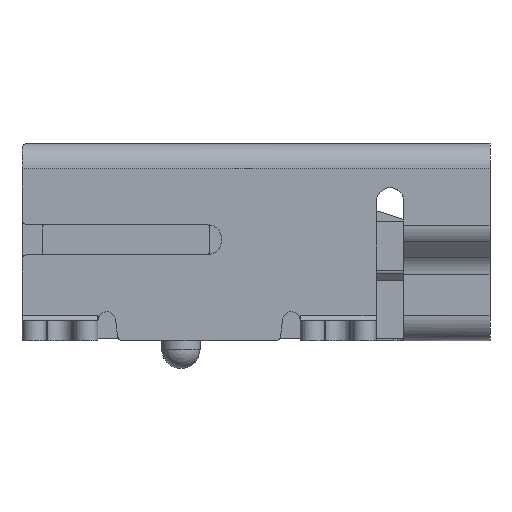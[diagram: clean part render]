
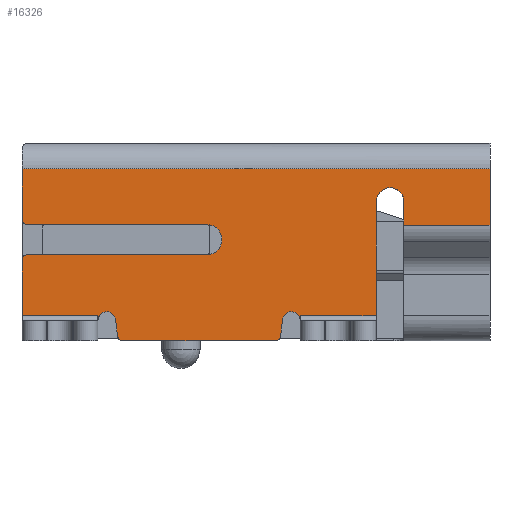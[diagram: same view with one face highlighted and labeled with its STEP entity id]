
A CAD part, left-side view. The second image highlights one B-rep face of the part: STEP entity #16326.
In plain terms, the highlighted planar face has unit normal (-1, 0, 0).
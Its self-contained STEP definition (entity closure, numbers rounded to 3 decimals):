
#10465 = VERTEX_POINT('',#10466);
#10466 = CARTESIAN_POINT('',(-3.85,-4.625,3.4));
#10473 = EDGE_CURVE('',#10474,#10465,#10476,.T.);
#10474 = VERTEX_POINT('',#10475);
#10475 = CARTESIAN_POINT('',(-3.85,-4.625,2.288));
#10476 = LINE('',#10477,#10478);
#10477 = CARTESIAN_POINT('',(-3.85,-4.625,0.));
#10478 = VECTOR('',#10479,1.);
#10479 = DIRECTION('',(0.,0.,1.));
#10929 = VERTEX_POINT('',#10930);
#10930 = CARTESIAN_POINT('',(-3.85,4.625,2.4));
#10936 = EDGE_CURVE('',#10929,#10937,#10939,.T.);
#10937 = VERTEX_POINT('',#10938);
#10938 = CARTESIAN_POINT('',(-3.85,4.625,3.4));
#10939 = LINE('',#10940,#10941);
#10940 = CARTESIAN_POINT('',(-3.85,4.625,0.));
#10941 = VECTOR('',#10942,1.);
#10942 = DIRECTION('',(0.,0.,1.));
#11151 = VERTEX_POINT('',#11152);
#11152 = CARTESIAN_POINT('',(-3.85,-2.375,2.75));
#11158 = EDGE_CURVE('',#11151,#11159,#11161,.T.);
#11159 = VERTEX_POINT('',#11160);
#11160 = CARTESIAN_POINT('',(-3.85,-2.925,2.75));
#11161 = CIRCLE('',#11162,0.275);
#11162 = AXIS2_PLACEMENT_3D('',#11163,#11164,#11165);
#11163 = CARTESIAN_POINT('',(-3.85,-2.65,2.75));
#11164 = DIRECTION('',(1.,0.,0.));
#11165 = DIRECTION('',(0.,1.,0.));
#11255 = VERTEX_POINT('',#11256);
#11256 = CARTESIAN_POINT('',(-3.85,0.975,2.3));
#11262 = EDGE_CURVE('',#11255,#11263,#11265,.T.);
#11263 = VERTEX_POINT('',#11264);
#11264 = CARTESIAN_POINT('',(-3.85,0.975,1.7));
#11265 = CIRCLE('',#11266,0.3);
#11266 = AXIS2_PLACEMENT_3D('',#11267,#11268,#11269);
#11267 = CARTESIAN_POINT('',(-3.85,0.975,2.));
#11268 = DIRECTION('',(1.,0.,0.));
#11269 = DIRECTION('',(0.,1.,0.));
#11313 = EDGE_CURVE('',#11263,#11314,#11316,.T.);
#11314 = VERTEX_POINT('',#11315);
#11315 = CARTESIAN_POINT('',(-3.85,4.525,1.7));
#11316 = LINE('',#11317,#11318);
#11317 = CARTESIAN_POINT('',(-3.85,0.975,1.7));
#11318 = VECTOR('',#11319,1.);
#11319 = DIRECTION('',(0.,1.,0.));
#11336 = VERTEX_POINT('',#11337);
#11337 = CARTESIAN_POINT('',(-3.85,4.525,2.3));
#11347 = EDGE_CURVE('',#11255,#11336,#11348,.T.);
#11348 = LINE('',#11349,#11350);
#11349 = CARTESIAN_POINT('',(-3.85,0.975,2.3));
#11350 = VECTOR('',#11351,1.);
#11351 = DIRECTION('',(0.,1.,0.));
#11637 = EDGE_CURVE('',#11638,#11159,#11640,.T.);
#11638 = VERTEX_POINT('',#11639);
#11639 = CARTESIAN_POINT('',(-3.85,-2.925,2.288));
#11640 = LINE('',#11641,#11642);
#11641 = CARTESIAN_POINT('',(-3.85,-2.925,1.375));
#11642 = VECTOR('',#11643,1.);
#11643 = DIRECTION('',(0.,0.,1.));
#16314 = EDGE_CURVE('',#10474,#11638,#16315,.T.);
#16315 = LINE('',#16316,#16317);
#16316 = CARTESIAN_POINT('',(-3.85,-4.625,2.288));
#16317 = VECTOR('',#16318,1.);
#16318 = DIRECTION('',(0.,1.,0.));
#16326 = ADVANCED_FACE('',(#16327),#16465,.T.);
#16327 = FACE_BOUND('',#16328,.T.);
#16328 = EDGE_LOOP('',(#16329,#16330,#16336,#16337,#16344,#16345,#16346,
    #16347,#16356,#16364,#16372,#16380,#16389,#16397,#16406,#16414,
    #16423,#16431,#16440,#16448,#16456,#16462,#16463,#16464));
#16329 = ORIENTED_EDGE('',*,*,#10473,.T.);
#16330 = ORIENTED_EDGE('',*,*,#16331,.F.);
#16331 = EDGE_CURVE('',#10937,#10465,#16332,.T.);
#16332 = LINE('',#16333,#16334);
#16333 = CARTESIAN_POINT('',(-3.85,4.625,3.4));
#16334 = VECTOR('',#16335,1.);
#16335 = DIRECTION('',(0.,-1.,0.));
#16336 = ORIENTED_EDGE('',*,*,#10936,.F.);
#16337 = ORIENTED_EDGE('',*,*,#16338,.F.);
#16338 = EDGE_CURVE('',#11336,#10929,#16339,.T.);
#16339 = CIRCLE('',#16340,0.1);
#16340 = AXIS2_PLACEMENT_3D('',#16341,#16342,#16343);
#16341 = CARTESIAN_POINT('',(-3.85,4.525,2.4));
#16342 = DIRECTION('',(1.,-0.,0.));
#16343 = DIRECTION('',(0.,0.,-1.));
#16344 = ORIENTED_EDGE('',*,*,#11347,.F.);
#16345 = ORIENTED_EDGE('',*,*,#11262,.T.);
#16346 = ORIENTED_EDGE('',*,*,#11313,.T.);
#16347 = ORIENTED_EDGE('',*,*,#16348,.F.);
#16348 = EDGE_CURVE('',#16349,#11314,#16351,.T.);
#16349 = VERTEX_POINT('',#16350);
#16350 = CARTESIAN_POINT('',(-3.85,4.625,1.6));
#16351 = CIRCLE('',#16352,0.1);
#16352 = AXIS2_PLACEMENT_3D('',#16353,#16354,#16355);
#16353 = CARTESIAN_POINT('',(-3.85,4.525,1.6));
#16354 = DIRECTION('',(1.,-0.,0.));
#16355 = DIRECTION('',(0.,0.,-1.));
#16356 = ORIENTED_EDGE('',*,*,#16357,.F.);
#16357 = EDGE_CURVE('',#16358,#16349,#16360,.T.);
#16358 = VERTEX_POINT('',#16359);
#16359 = CARTESIAN_POINT('',(-3.85,4.625,0.5));
#16360 = LINE('',#16361,#16362);
#16361 = CARTESIAN_POINT('',(-3.85,4.625,0.));
#16362 = VECTOR('',#16363,1.);
#16363 = DIRECTION('',(0.,0.,1.));
#16364 = ORIENTED_EDGE('',*,*,#16365,.T.);
#16365 = EDGE_CURVE('',#16358,#16366,#16368,.T.);
#16366 = VERTEX_POINT('',#16367);
#16367 = CARTESIAN_POINT('',(-3.85,3.125,0.5));
#16368 = LINE('',#16369,#16370);
#16369 = CARTESIAN_POINT('',(-3.85,4.625,0.5));
#16370 = VECTOR('',#16371,1.);
#16371 = DIRECTION('',(0.,-1.,0.));
#16372 = ORIENTED_EDGE('',*,*,#16373,.T.);
#16373 = EDGE_CURVE('',#16366,#16374,#16376,.T.);
#16374 = VERTEX_POINT('',#16375);
#16375 = CARTESIAN_POINT('',(-3.85,3.094,0.5));
#16376 = LINE('',#16377,#16378);
#16377 = CARTESIAN_POINT('',(-3.85,3.125,0.5));
#16378 = VECTOR('',#16379,1.);
#16379 = DIRECTION('',(0.,-1.,0.));
#16380 = ORIENTED_EDGE('',*,*,#16381,.T.);
#16381 = EDGE_CURVE('',#16374,#16382,#16384,.T.);
#16382 = VERTEX_POINT('',#16383);
#16383 = CARTESIAN_POINT('',(-3.85,2.775,0.421));
#16384 = CIRCLE('',#16385,0.176);
#16385 = AXIS2_PLACEMENT_3D('',#16386,#16387,#16388);
#16386 = CARTESIAN_POINT('',(-3.85,2.949,0.4));
#16387 = DIRECTION('',(1.,0.,0.));
#16388 = DIRECTION('',(0.,1.,0.));
#16389 = ORIENTED_EDGE('',*,*,#16390,.F.);
#16390 = EDGE_CURVE('',#16391,#16382,#16393,.T.);
#16391 = VERTEX_POINT('',#16392);
#16392 = CARTESIAN_POINT('',(-3.85,2.735,0.088));
#16393 = LINE('',#16394,#16395);
#16394 = CARTESIAN_POINT('',(-3.85,2.763,0.322));
#16395 = VECTOR('',#16396,1.);
#16396 = DIRECTION('',(0.,0.118,0.993));
#16397 = ORIENTED_EDGE('',*,*,#16398,.F.);
#16398 = EDGE_CURVE('',#16399,#16391,#16401,.T.);
#16399 = VERTEX_POINT('',#16400);
#16400 = CARTESIAN_POINT('',(-3.85,2.636,0.));
#16401 = CIRCLE('',#16402,0.1);
#16402 = AXIS2_PLACEMENT_3D('',#16403,#16404,#16405);
#16403 = CARTESIAN_POINT('',(-3.85,2.636,0.1));
#16404 = DIRECTION('',(1.,0.,0.));
#16405 = DIRECTION('',(0.,0.,-1.));
#16406 = ORIENTED_EDGE('',*,*,#16407,.T.);
#16407 = EDGE_CURVE('',#16399,#16408,#16410,.T.);
#16408 = VERTEX_POINT('',#16409);
#16409 = CARTESIAN_POINT('',(-3.85,-0.386,0.)
  );
#16410 = LINE('',#16411,#16412);
#16411 = CARTESIAN_POINT('',(-3.85,4.625,0.));
#16412 = VECTOR('',#16413,1.);
#16413 = DIRECTION('',(0.,-1.,0.));
#16414 = ORIENTED_EDGE('',*,*,#16415,.F.);
#16415 = EDGE_CURVE('',#16416,#16408,#16418,.T.);
#16416 = VERTEX_POINT('',#16417);
#16417 = CARTESIAN_POINT('',(-3.85,-0.485,0.088));
#16418 = CIRCLE('',#16419,0.1);
#16419 = AXIS2_PLACEMENT_3D('',#16420,#16421,#16422);
#16420 = CARTESIAN_POINT('',(-3.85,-0.386,0.1));
#16421 = DIRECTION('',(1.,0.,0.));
#16422 = DIRECTION('',(0.,0.,-1.));
#16423 = ORIENTED_EDGE('',*,*,#16424,.T.);
#16424 = EDGE_CURVE('',#16416,#16425,#16427,.T.);
#16425 = VERTEX_POINT('',#16426);
#16426 = CARTESIAN_POINT('',(-3.85,-0.525,0.421));
#16427 = LINE('',#16428,#16429);
#16428 = CARTESIAN_POINT('',(-3.85,-0.464,-0.088)
  );
#16429 = VECTOR('',#16430,1.);
#16430 = DIRECTION('',(0.,-0.118,0.993));
#16431 = ORIENTED_EDGE('',*,*,#16432,.T.);
#16432 = EDGE_CURVE('',#16425,#16433,#16435,.T.);
#16433 = VERTEX_POINT('',#16434);
#16434 = CARTESIAN_POINT('',(-3.85,-0.844,0.5));
#16435 = CIRCLE('',#16436,0.176);
#16436 = AXIS2_PLACEMENT_3D('',#16437,#16438,#16439);
#16437 = CARTESIAN_POINT('',(-3.85,-0.699,0.4));
#16438 = DIRECTION('',(1.,0.,0.));
#16439 = DIRECTION('',(0.,1.,0.));
#16440 = ORIENTED_EDGE('',*,*,#16441,.F.);
#16441 = EDGE_CURVE('',#16442,#16433,#16444,.T.);
#16442 = VERTEX_POINT('',#16443);
#16443 = CARTESIAN_POINT('',(-3.85,-0.875,0.5));
#16444 = LINE('',#16445,#16446);
#16445 = CARTESIAN_POINT('',(-3.85,-0.875,0.5));
#16446 = VECTOR('',#16447,1.);
#16447 = DIRECTION('',(0.,1.,0.));
#16448 = ORIENTED_EDGE('',*,*,#16449,.F.);
#16449 = EDGE_CURVE('',#16450,#16442,#16452,.T.);
#16450 = VERTEX_POINT('',#16451);
#16451 = CARTESIAN_POINT('',(-3.85,-2.375,0.5));
#16452 = LINE('',#16453,#16454);
#16453 = CARTESIAN_POINT('',(-3.85,-2.375,0.5));
#16454 = VECTOR('',#16455,1.);
#16455 = DIRECTION('',(0.,1.,0.));
#16456 = ORIENTED_EDGE('',*,*,#16457,.T.);
#16457 = EDGE_CURVE('',#16450,#11151,#16458,.T.);
#16458 = LINE('',#16459,#16460);
#16459 = CARTESIAN_POINT('',(-3.85,-2.375,1.375));
#16460 = VECTOR('',#16461,1.);
#16461 = DIRECTION('',(0.,0.,1.));
#16462 = ORIENTED_EDGE('',*,*,#11158,.T.);
#16463 = ORIENTED_EDGE('',*,*,#11637,.F.);
#16464 = ORIENTED_EDGE('',*,*,#16314,.F.);
#16465 = PLANE('',#16466);
#16466 = AXIS2_PLACEMENT_3D('',#16467,#16468,#16469);
#16467 = CARTESIAN_POINT('',(-3.85,4.625,0.));
#16468 = DIRECTION('',(-1.,0.,0.));
#16469 = DIRECTION('',(0.,0.,1.));
